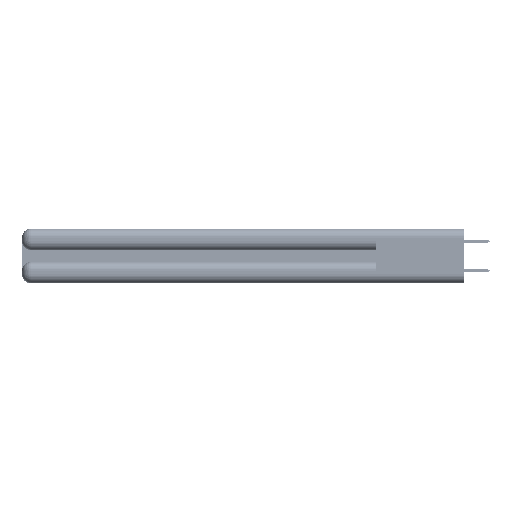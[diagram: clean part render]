
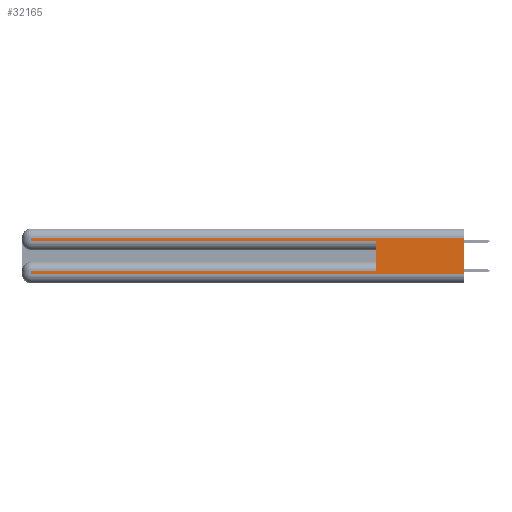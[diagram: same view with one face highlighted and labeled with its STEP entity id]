
A CAD part, left-side view. The second image highlights one B-rep face of the part: STEP entity #32165.
In plain terms, the highlighted planar face has unit normal (-1, 0, 0).
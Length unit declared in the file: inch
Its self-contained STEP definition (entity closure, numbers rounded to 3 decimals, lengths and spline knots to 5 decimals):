
#2906 = VECTOR ( 'NONE', #48300, 39.37008 ) ;
#4062 = EDGE_CURVE ( 'NONE', #9597, #36565, #31963, .T. ) ;
#5899 = FACE_OUTER_BOUND ( 'NONE', #47911, .T. ) ;
#5923 = PLANE ( 'NONE',  #26496 ) ;
#7015 = DIRECTION ( 'NONE',  ( 0., 0., -1. ) ) ;
#7268 = EDGE_CURVE ( 'NONE', #16025, #27501, #35636, .T. ) ;
#7921 = VERTEX_POINT ( 'NONE', #23316 ) ;
#8765 = VECTOR ( 'NONE', #7015, 39.37008 ) ;
#9484 = ORIENTED_EDGE ( 'NONE', *, *, #40344, .T. ) ;
#9523 = VERTEX_POINT ( 'NONE', #18549 ) ;
#9597 = VERTEX_POINT ( 'NONE', #54617 ) ;
#9917 = CARTESIAN_POINT ( 'NONE',  ( 0., 2.94, 0.37 ) ) ;
#10354 = DIRECTION ( 'NONE',  ( 0., -1., 0. ) ) ;
#10356 = CARTESIAN_POINT ( 'NONE',  ( 0., 0., 0.06 ) ) ;
#10543 = DIRECTION ( 'NONE',  ( 0., 0., -1. ) ) ;
#13405 = CARTESIAN_POINT ( 'NONE',  ( 0., 0., 0.285 ) ) ;
#13927 = LINE ( 'NONE', #13405, #2906 ) ;
#14228 = CARTESIAN_POINT ( 'NONE',  ( 0., 0., 0.085 ) ) ;
#14711 = CARTESIAN_POINT ( 'NONE',  ( 0., 0., 0.31 ) ) ;
#15079 = ORIENTED_EDGE ( 'NONE', *, *, #17891, .F. ) ;
#15563 = ORIENTED_EDGE ( 'NONE', *, *, #41698, .T. ) ;
#15713 = CARTESIAN_POINT ( 'NONE',  ( 0., 0., 0.37 ) ) ;
#16025 = VERTEX_POINT ( 'NONE', #29202 ) ;
#17891 = EDGE_CURVE ( 'NONE', #9523, #35428, #30610, .T. ) ;
#18549 = CARTESIAN_POINT ( 'NONE',  ( 0., 0., 0.31 ) ) ;
#18855 = LINE ( 'NONE', #14711, #42983 ) ;
#19369 = VECTOR ( 'NONE', #39026, 39.37008 ) ;
#19492 = EDGE_CURVE ( 'NONE', #27501, #36565, #13927, .T. ) ;
#21772 = VECTOR ( 'NONE', #10354, 39.37008 ) ;
#22413 = VECTOR ( 'NONE', #49471, 39.37008 ) ;
#23316 = CARTESIAN_POINT ( 'NONE',  ( 0., 2.94, 0.06 ) ) ;
#25832 = ORIENTED_EDGE ( 'NONE', *, *, #48597, .T. ) ;
#25882 = DIRECTION ( 'NONE',  ( 0., 0., 1. ) ) ;
#26337 = CARTESIAN_POINT ( 'NONE',  ( 0., 0.6, 0.285 ) ) ;
#26496 = AXIS2_PLACEMENT_3D ( 'NONE', #50222, #36742, #10543 ) ;
#27138 = VECTOR ( 'NONE', #25882, 39.37008 ) ;
#27501 = VERTEX_POINT ( 'NONE', #56445 ) ;
#29202 = CARTESIAN_POINT ( 'NONE',  ( 0., 2.94, 0.31 ) ) ;
#30610 = LINE ( 'NONE', #15713, #34779 ) ;
#30687 = CARTESIAN_POINT ( 'NONE',  ( 0., 0.6, 0.145 ) ) ;
#31963 = LINE ( 'NONE', #30687, #27138 ) ;
#32057 = LINE ( 'NONE', #14228, #22413 ) ;
#32101 = ORIENTED_EDGE ( 'NONE', *, *, #7268, .T. ) ;
#32165 = ADVANCED_FACE ( 'NONE', ( #5899 ), #5923, .F. ) ;
#32336 = CARTESIAN_POINT ( 'NONE',  ( 0., 0., 0.06 ) ) ;
#33069 = DIRECTION ( 'NONE',  ( 0., 0., -1. ) ) ;
#34779 = VECTOR ( 'NONE', #33069, 39.37008 ) ;
#35428 = VERTEX_POINT ( 'NONE', #10356 ) ;
#35636 = LINE ( 'NONE', #9917, #8765 ) ;
#36565 = VERTEX_POINT ( 'NONE', #26337 ) ;
#36742 = DIRECTION ( 'NONE',  ( 1., 0., 0. ) ) ;
#39026 = DIRECTION ( 'NONE',  ( 0., 0., -1. ) ) ;
#40344 = EDGE_CURVE ( 'NONE', #9523, #16025, #18855, .T. ) ;
#40402 = LINE ( 'NONE', #32336, #21772 ) ;
#41211 = VERTEX_POINT ( 'NONE', #48718 ) ;
#41698 = EDGE_CURVE ( 'NONE', #41211, #7921, #42822, .T. ) ;
#42665 = ORIENTED_EDGE ( 'NONE', *, *, #4062, .F. ) ;
#42822 = LINE ( 'NONE', #43847, #19369 ) ;
#42983 = VECTOR ( 'NONE', #50350, 39.37008 ) ;
#43847 = CARTESIAN_POINT ( 'NONE',  ( 0., 2.94, 0.37 ) ) ;
#45086 = ORIENTED_EDGE ( 'NONE', *, *, #19492, .T. ) ;
#45767 = ORIENTED_EDGE ( 'NONE', *, *, #49006, .T. ) ;
#47911 = EDGE_LOOP ( 'NONE', ( #15079, #9484, #32101, #45086, #42665, #45767, #15563, #25832 ) ) ;
#48300 = DIRECTION ( 'NONE',  ( 0., -1., 0. ) ) ;
#48597 = EDGE_CURVE ( 'NONE', #7921, #35428, #40402, .T. ) ;
#48718 = CARTESIAN_POINT ( 'NONE',  ( 0., 2.94, 0.085 ) ) ;
#49006 = EDGE_CURVE ( 'NONE', #9597, #41211, #32057, .T. ) ;
#49471 = DIRECTION ( 'NONE',  ( 0., 1., 0. ) ) ;
#50222 = CARTESIAN_POINT ( 'NONE',  ( 0., 0., 0.37 ) ) ;
#50350 = DIRECTION ( 'NONE',  ( 0., 1., 0. ) ) ;
#54617 = CARTESIAN_POINT ( 'NONE',  ( 0., 0.6, 0.085 ) ) ;
#56445 = CARTESIAN_POINT ( 'NONE',  ( 0., 2.94, 0.285 ) ) ;
